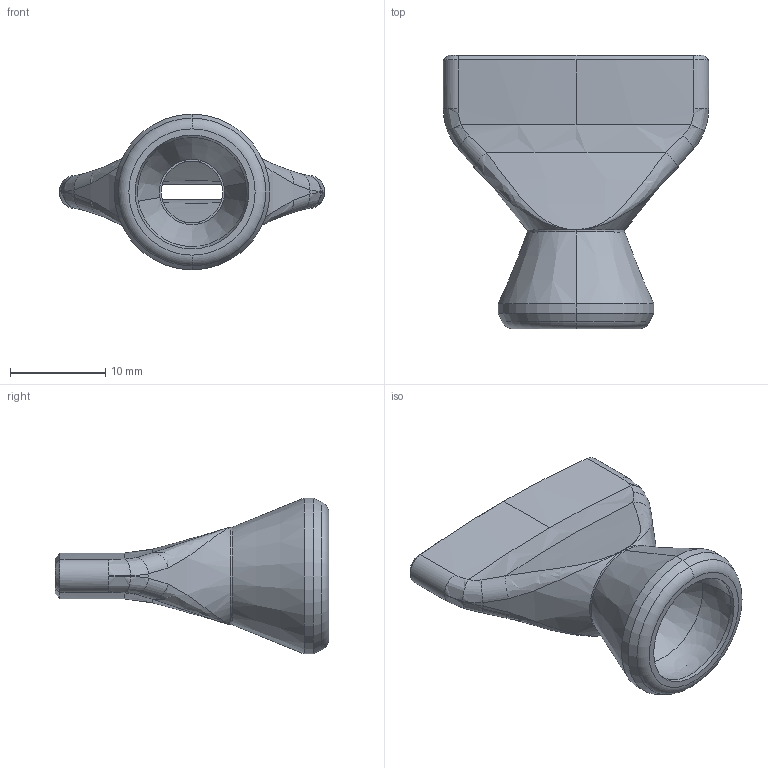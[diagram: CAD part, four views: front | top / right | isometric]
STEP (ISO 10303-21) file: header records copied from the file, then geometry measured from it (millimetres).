
FILE_DESCRIPTION (( 'STEP AP203' ), '1' );
FILE_NAME ('1 Inch Straight Flow Nozzle.STEP', '2005-02-04T23:06:18', ( 'mark lockwood' ), ( 'lockwood products inc.' ), 'SwSTEP 2.0', 'SolidWorks 2004146', '' );
FILE_SCHEMA (( 'CONFIG_CONTROL_DESIGN' ));
Length unit declared in the file: inch
Products named in the file (1): 1 Inch Straight Flow Nozzle
Bounding box: 27.8 x 28.67 x 16.31 mm (x, y, z)
Volume: 2083.2 mm3; surface area: 2753.5 mm2
Topology: 1 solids, 1 shells, 87 faces, 201 edges, 115 vertices
Faces by surface type: bspline 36, cylinder 18, cone 16, torus 12, plane 3, sphere 2
Entity records: 7979 total; most frequent: CARTESIAN_POINT 6194, ORIENTED_EDGE 392, DIRECTION 300, EDGE_CURVE 196, AXIS2_PLACEMENT_3D 136, VERTEX_POINT 112, EDGE_LOOP 90, ADVANCED_FACE 87
